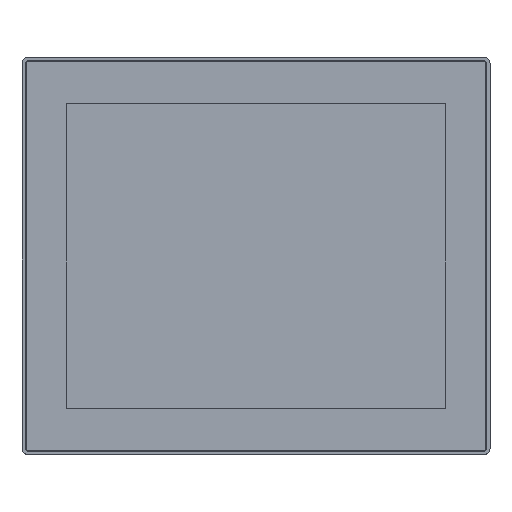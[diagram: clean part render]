
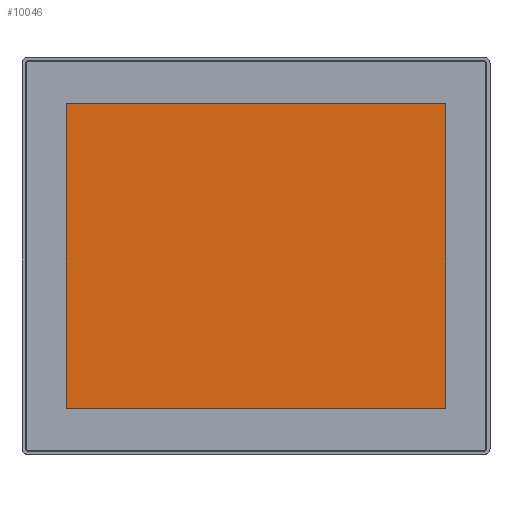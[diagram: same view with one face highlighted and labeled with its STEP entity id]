
A CAD part, top view. The second image highlights one B-rep face of the part: STEP entity #10046.
In plain terms, the highlighted face is planar.
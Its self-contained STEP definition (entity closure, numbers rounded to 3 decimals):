
#6377=FACE_OUTER_BOUND('',#13074,.T.);
#10046=ADVANCED_FACE('',(#6377),#11531,.F.);
#11531=PLANE('',#32901);
#13074=EDGE_LOOP('',(#16166,#16167,#16168,#16169));
#16166=ORIENTED_EDGE('',*,*,#25559,.T.);
#16167=ORIENTED_EDGE('',*,*,#25560,.T.);
#16168=ORIENTED_EDGE('',*,*,#25561,.T.);
#16169=ORIENTED_EDGE('',*,*,#25562,.T.);
#22738=VERTEX_POINT('',#42623);
#22739=VERTEX_POINT('',#42624);
#22740=VERTEX_POINT('',#42626);
#22741=VERTEX_POINT('',#42628);
#25559=EDGE_CURVE('',#22738,#22739,#29059,.T.);
#25560=EDGE_CURVE('',#22739,#22740,#29060,.T.);
#25561=EDGE_CURVE('',#22740,#22741,#29061,.T.);
#25562=EDGE_CURVE('',#22741,#22738,#29062,.T.);
#29059=LINE('',#42622,#30906);
#29060=LINE('',#42625,#30907);
#29061=LINE('',#42627,#30908);
#29062=LINE('',#42629,#30909);
#30906=VECTOR('',#35806,1.);
#30907=VECTOR('',#35807,1.);
#30908=VECTOR('',#35808,1.);
#30909=VECTOR('',#35809,1.);
#32901=AXIS2_PLACEMENT_3D('',#42630,#35810,#35811);
#35806=DIRECTION('',(0.,0.,-1.));
#35807=DIRECTION('',(1.,0.,0.));
#35808=DIRECTION('',(0.,0.,1.));
#35809=DIRECTION('',(-1.,0.,0.));
#35810=DIRECTION('',(0.,1.,0.));
#35811=DIRECTION('',(0.,0.,1.));
#42622=CARTESIAN_POINT('',(-189.16,-33.89,-113.28));
#42623=CARTESIAN_POINT('',(-189.16,-33.89,189.78));
#42624=CARTESIAN_POINT('',(-189.16,-33.89,-113.28));
#42625=CARTESIAN_POINT('',(189.16,-33.89,-113.28));
#42626=CARTESIAN_POINT('',(189.16,-33.89,-113.28));
#42627=CARTESIAN_POINT('',(189.16,-33.89,189.78));
#42628=CARTESIAN_POINT('',(189.16,-33.89,189.78));
#42629=CARTESIAN_POINT('',(-189.16,-33.89,189.78));
#42630=CARTESIAN_POINT('',(0.,-33.89,0.));
